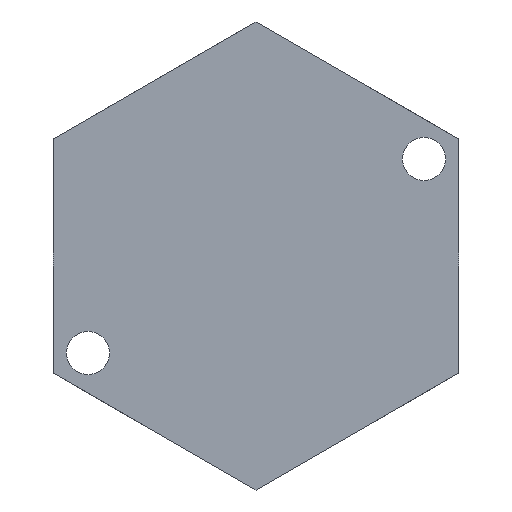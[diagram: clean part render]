
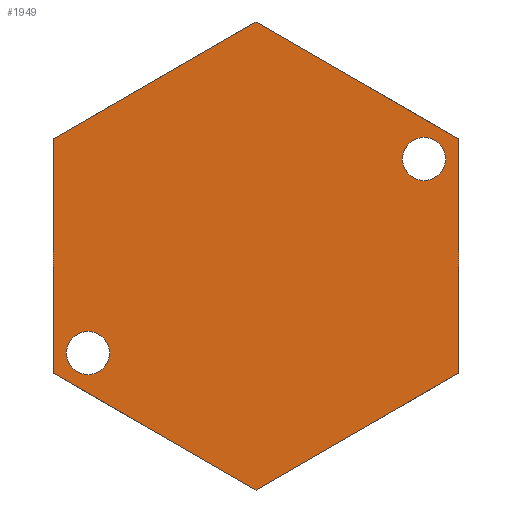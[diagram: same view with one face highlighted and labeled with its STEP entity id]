
A CAD part, front view. The second image highlights one B-rep face of the part: STEP entity #1949.
In plain terms, the highlighted planar face has unit normal (0, -1, 0).
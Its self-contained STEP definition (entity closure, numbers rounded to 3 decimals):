
#23=FACE_BOUND('',#274,.T.);
#24=FACE_BOUND('',#275,.T.);
#34=PLANE('',#2092);
#164=FACE_OUTER_BOUND('',#273,.T.);
#273=EDGE_LOOP('',(#1702,#1703,#1704,#1705,#1706,#1707));
#274=EDGE_LOOP('',(#1708));
#275=EDGE_LOOP('',(#1709));
#518=CIRCLE('',#2063,2.54);
#520=CIRCLE('',#2066,2.54);
#586=LINE('',#14740,#669);
#590=LINE('',#14748,#673);
#593=LINE('',#14754,#676);
#596=LINE('',#14760,#679);
#599=LINE('',#14766,#682);
#602=LINE('',#14771,#685);
#669=VECTOR('',#2370,1000.);
#673=VECTOR('',#2376,1000.);
#676=VECTOR('',#2381,1000.);
#679=VECTOR('',#2386,1000.);
#682=VECTOR('',#2391,1000.);
#685=VECTOR('',#2396,1000.);
#856=VERTEX_POINT('',#7272);
#858=VERTEX_POINT('',#7278);
#883=VERTEX_POINT('',#14738);
#884=VERTEX_POINT('',#14739);
#887=VERTEX_POINT('',#14747);
#889=VERTEX_POINT('',#14753);
#891=VERTEX_POINT('',#14759);
#893=VERTEX_POINT('',#14765);
#1110=EDGE_CURVE('',#856,#856,#518,.T.);
#1113=EDGE_CURVE('',#858,#858,#520,.T.);
#1175=EDGE_CURVE('',#883,#884,#586,.T.);
#1179=EDGE_CURVE('',#884,#887,#590,.T.);
#1182=EDGE_CURVE('',#887,#889,#593,.T.);
#1185=EDGE_CURVE('',#889,#891,#596,.T.);
#1188=EDGE_CURVE('',#891,#893,#599,.T.);
#1191=EDGE_CURVE('',#893,#883,#602,.T.);
#1702=ORIENTED_EDGE('',*,*,#1175,.F.);
#1703=ORIENTED_EDGE('',*,*,#1191,.F.);
#1704=ORIENTED_EDGE('',*,*,#1188,.F.);
#1705=ORIENTED_EDGE('',*,*,#1185,.F.);
#1706=ORIENTED_EDGE('',*,*,#1182,.F.);
#1707=ORIENTED_EDGE('',*,*,#1179,.F.);
#1708=ORIENTED_EDGE('',*,*,#1110,.T.);
#1709=ORIENTED_EDGE('',*,*,#1113,.T.);
#1949=ADVANCED_FACE('',(#164,#23,#24),#34,.F.);
#2063=AXIS2_PLACEMENT_3D('',#7273,#2316,#2317);
#2066=AXIS2_PLACEMENT_3D('',#7279,#2323,#2324);
#2092=AXIS2_PLACEMENT_3D('',#14774,#2400,#2401);
#2316=DIRECTION('center_axis',(0.,1.,0.));
#2317=DIRECTION('ref_axis',(0.,0.,1.));
#2323=DIRECTION('center_axis',(0.,1.,0.));
#2324=DIRECTION('ref_axis',(0.,0.,1.));
#2370=DIRECTION('',(0.,0.,-1.));
#2376=DIRECTION('',(-0.866,0.,-0.5));
#2381=DIRECTION('',(-0.866,0.,0.5));
#2386=DIRECTION('',(0.,0.,1.));
#2391=DIRECTION('',(0.866,0.,0.5));
#2396=DIRECTION('',(0.866,0.,-0.5));
#2400=DIRECTION('center_axis',(0.,1.,0.));
#2401=DIRECTION('ref_axis',(0.,0.,1.));
#7272=CARTESIAN_POINT('',(-19.743,-12.7,-13.939));
#7273=CARTESIAN_POINT('Origin',(-19.743,-12.7,-11.399));
#7278=CARTESIAN_POINT('',(19.743,-12.7,8.859));
#7279=CARTESIAN_POINT('Origin',(19.743,-12.7,11.399));
#14738=CARTESIAN_POINT('',(23.813,-12.7,13.748));
#14739=CARTESIAN_POINT('',(23.813,-12.7,-13.748));
#14740=CARTESIAN_POINT('',(23.813,-12.7,13.748));
#14747=CARTESIAN_POINT('',(0.,-12.7,-27.496));
#14748=CARTESIAN_POINT('',(23.813,-12.7,-13.748));
#14753=CARTESIAN_POINT('',(-23.813,-12.7,-13.748));
#14754=CARTESIAN_POINT('',(0.,-12.7,-27.496));
#14759=CARTESIAN_POINT('',(-23.813,-12.7,13.748));
#14760=CARTESIAN_POINT('',(-23.813,-12.7,-13.748));
#14765=CARTESIAN_POINT('',(0.,-12.7,27.496));
#14766=CARTESIAN_POINT('',(-23.813,-12.7,13.748));
#14771=CARTESIAN_POINT('',(0.,-12.7,27.496));
#14774=CARTESIAN_POINT('Origin',(0.,-12.7,0.));
